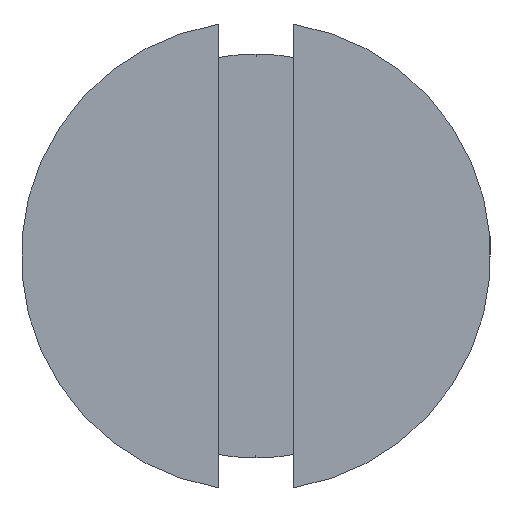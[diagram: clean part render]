
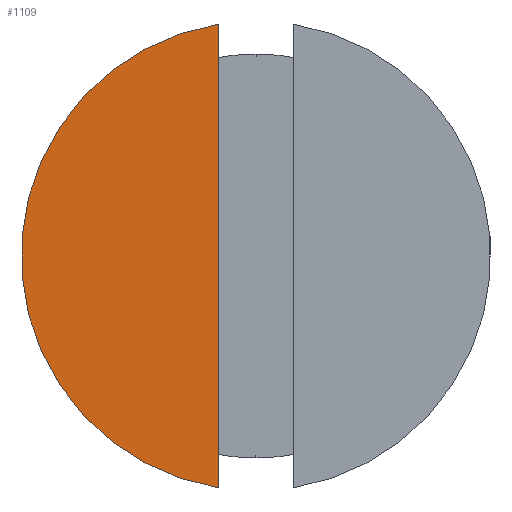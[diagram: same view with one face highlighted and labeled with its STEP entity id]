
A CAD part, left-side view. The second image highlights one B-rep face of the part: STEP entity #1109.
In plain terms, the highlighted planar face has unit normal (-1, 0, 0).
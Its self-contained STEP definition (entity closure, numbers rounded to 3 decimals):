
#5 = AXIS2_PLACEMENT_3D ( 'NONE', #265, #1636, #683 ) ;
#265 = CARTESIAN_POINT ( 'NONE',  ( 0., 0., 0. ) ) ;
#281 = DIRECTION ( 'NONE',  ( -1., 0., 0. ) ) ;
#292 = ORIENTED_EDGE ( 'NONE', *, *, #1694, .F. ) ;
#424 = CARTESIAN_POINT ( 'NONE',  ( 0., 0.4, 2.468 ) ) ;
#454 = FACE_OUTER_BOUND ( 'NONE', #792, .T. ) ;
#619 = DIRECTION ( 'NONE',  ( 0., 0., -1. ) ) ;
#664 = EDGE_CURVE ( 'NONE', #1117, #917, #1467, .T. ) ;
#683 = DIRECTION ( 'NONE',  ( 0., 0., 1. ) ) ;
#792 = EDGE_LOOP ( 'NONE', ( #292, #838 ) ) ;
#838 = ORIENTED_EDGE ( 'NONE', *, *, #664, .T. ) ;
#873 = DIRECTION ( 'NONE',  ( 0., 0., 1. ) ) ;
#892 = CARTESIAN_POINT ( 'NONE',  ( 0., 0.4, -2.468 ) ) ;
#917 = VERTEX_POINT ( 'NONE', #892 ) ;
#959 = VECTOR ( 'NONE', #619, 1000. ) ;
#1051 = AXIS2_PLACEMENT_3D ( 'NONE', #1127, #281, #873 ) ;
#1109 = ADVANCED_FACE ( 'NONE', ( #454 ), #1116, .T. ) ;
#1116 = PLANE ( 'NONE',  #1051 ) ;
#1117 = VERTEX_POINT ( 'NONE', #424 ) ;
#1127 = CARTESIAN_POINT ( 'NONE',  ( 0., 0., 0. ) ) ;
#1176 = CARTESIAN_POINT ( 'NONE',  ( 0., 0.4, 2.5 ) ) ;
#1467 = CIRCLE ( 'NONE', #5, 2.5 ) ;
#1564 = LINE ( 'NONE', #1176, #959 ) ;
#1636 = DIRECTION ( 'NONE',  ( -1., 0., 0. ) ) ;
#1694 = EDGE_CURVE ( 'NONE', #1117, #917, #1564, .T. ) ;
